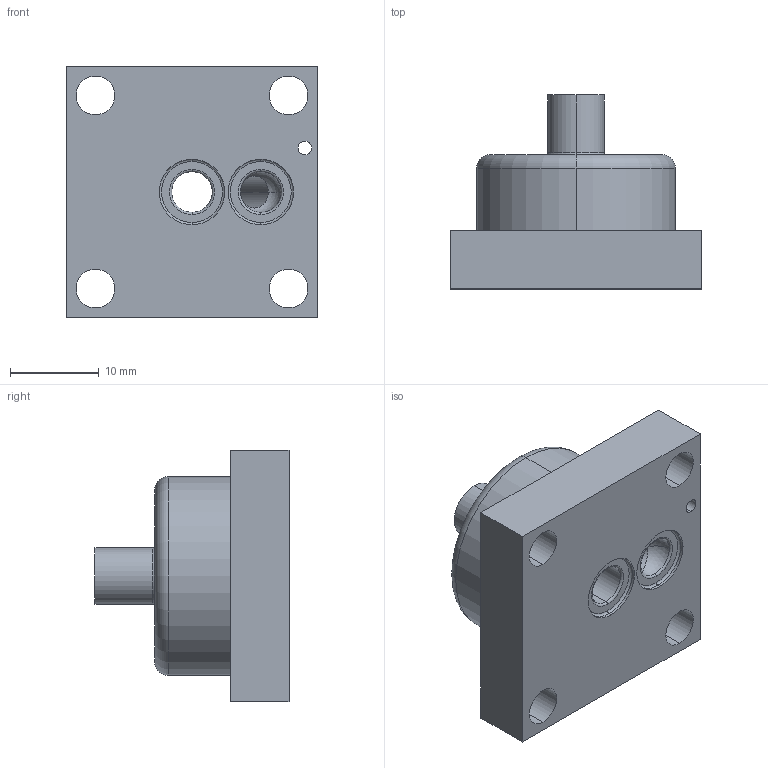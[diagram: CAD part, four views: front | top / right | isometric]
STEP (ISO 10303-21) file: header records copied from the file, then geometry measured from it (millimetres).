
FILE_DESCRIPTION (( 'STEP AP214' ), '1' );
FILE_NAME ('101000092555.STEP', '2025-11-04T07:18:02', ( 'Microsoft' ), ( 'Microsoft' ), 'SwSTEP 2.0', 'SolidWorks 2025', '' );
FILE_SCHEMA (( 'AUTOMOTIVE_DESIGN' ));
Length unit declared in the file: millimetre
Products named in the file (1): 101000092555
Bounding box: 28.32 x 21.84 x 28.32 mm (x, y, z)
Volume: 7881.2 mm3; surface area: 3703.6 mm2
Topology: 1 solids, 1 shells, 50 faces, 117 edges, 74 vertices
Faces by surface type: cylinder 22, plane 14, torus 12, sphere 2
Entity records: 1717 total; most frequent: CARTESIAN_POINT 455, DIRECTION 289, ORIENTED_EDGE 234, AXIS2_PLACEMENT_3D 123, EDGE_CURVE 117, VERTEX_POINT 74, CIRCLE 72, EDGE_LOOP 69
